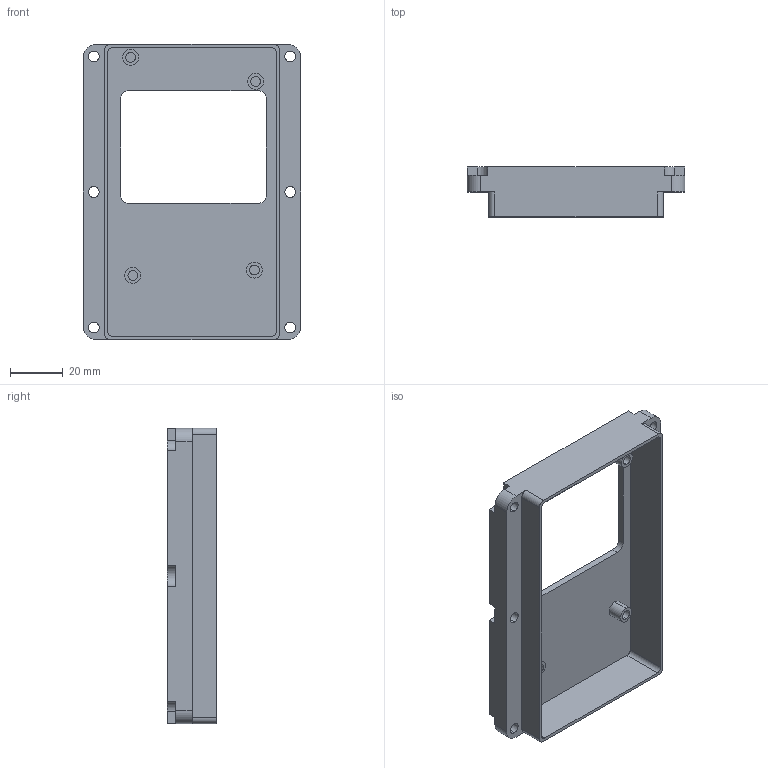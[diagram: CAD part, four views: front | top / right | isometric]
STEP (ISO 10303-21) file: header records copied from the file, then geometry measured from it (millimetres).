
FILE_DESCRIPTION (( 'STEP AP214' ), '1' );
FILE_NAME ('1006315G-ModFor3DPrint.stp', '2020-09-28T14:49:55', ( '' ), ( '' ), 'SwSTEP 2.0', 'SolidWorks 2019', '' );
FILE_SCHEMA (( 'AUTOMOTIVE_DESIGN' ));
Length unit declared in the file: inch
Products named in the file (1): 1006315G-ModFor3DPrint
Bounding box: 82.8 x 18.88 x 112.27 mm (x, y, z)
Volume: 36313.6 mm3; surface area: 28027.9 mm2
Topology: 1 solids, 1 shells, 95 faces, 252 edges, 168 vertices
Faces by surface type: cylinder 50, plane 45
Entity records: 3054 total; most frequent: DIRECTION 544, CARTESIAN_POINT 516, ORIENTED_EDGE 504, EDGE_CURVE 252, AXIS2_PLACEMENT_3D 196, VERTEX_POINT 168, VECTOR 152, LINE 152
